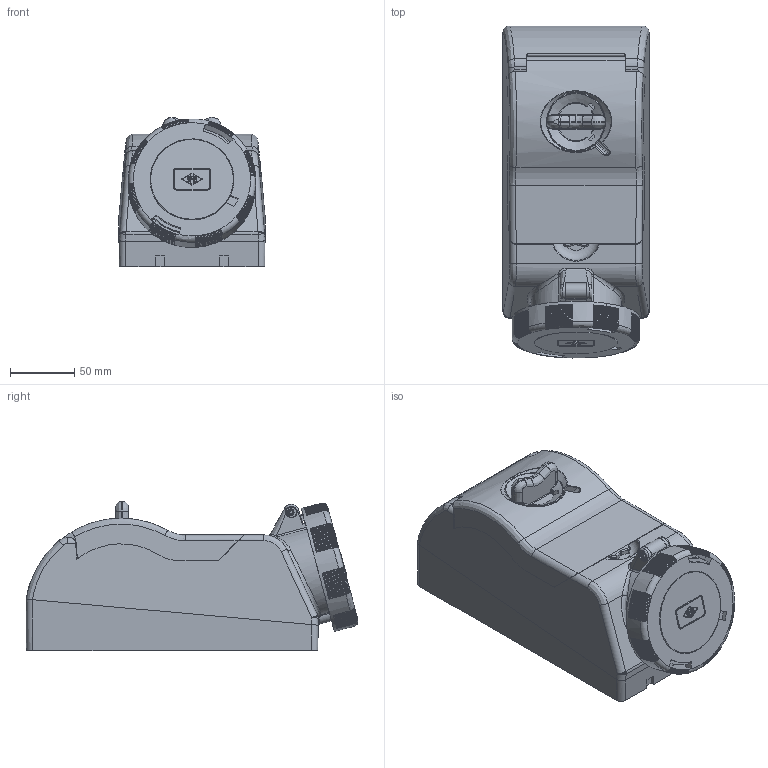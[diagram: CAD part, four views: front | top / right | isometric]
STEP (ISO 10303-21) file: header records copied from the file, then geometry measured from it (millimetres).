
FILE_DESCRIPTION(('Creo Elements/Direct Modeling STEP Export'),'2;1');
FILE_NAME('223mj54629mrmn42524','2024-04-19T13:46:53',(''),(''),'Creo Elements/Direct Modeling STEP processor for AP214 (Solid Model)','Creo Elements/Direct Modeling 20.5B 27-May-2023 (C) Parametric Technology GmbH','');
FILE_SCHEMA(('AUTOMOTIVE_DESIGN { 1 0 10303 214 1 1 1 1 }'));
Products named in the file (3): COPERCHIETTO_3275; CORPO_KI_3275_IB6; KI_3275_IB6
Assembly tree (2 placements, depth 2):
  KI_3275_IB6
    CORPO_KI_3275_IB6
    COPERCHIETTO_3275
Bounding box: 114.01 x 259.12 x 116.39 mm (x, y, z)
Volume: 2270485.8 mm3; surface area: 215610.9 mm2
Topology: 2 solids, 2 shells, 2525 faces, 6868 edges, 4256 vertices
Faces by surface type: plane 1612, cylinder 396, torus 357, bspline 138, cone 22
Entity records: 146676 total; most frequent: CARTESIAN_POINT 73793, ORIENTED_EDGE 13392, DIRECTION 11599, EDGE_CURVE 6696, VERTEX_POINT 4256, VECTOR 4245, LINE 4245, AXIS2_PLACEMENT_3D 3677
